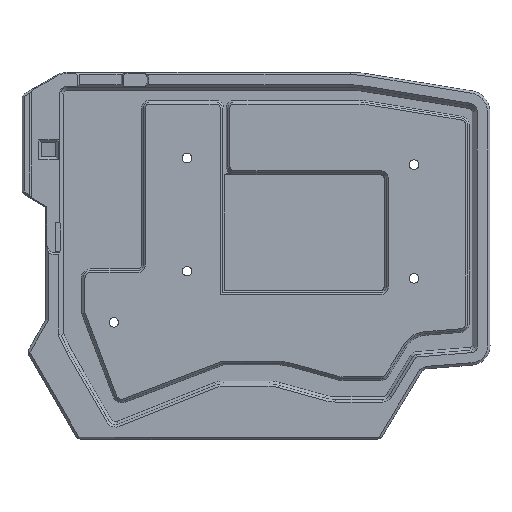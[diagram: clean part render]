
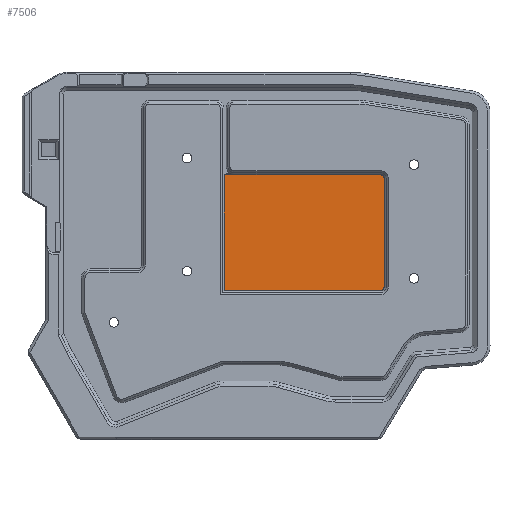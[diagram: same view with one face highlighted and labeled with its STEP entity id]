
A CAD part, top view. The second image highlights one B-rep face of the part: STEP entity #7506.
In plain terms, the highlighted planar face has unit normal (0, 0, 1).
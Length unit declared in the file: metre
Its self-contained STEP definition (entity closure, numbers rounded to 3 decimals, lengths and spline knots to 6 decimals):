
#315=CIRCLE('',#8130,0.0008);
#316=CIRCLE('',#8131,0.0008);
#317=CIRCLE('',#8132,0.0012);
#318=CIRCLE('',#8133,0.0012);
#319=CIRCLE('',#8134,0.0028);
#1641=ORIENTED_EDGE('',*,*,#3217,.T.);
#1642=ORIENTED_EDGE('',*,*,#3218,.T.);
#1643=ORIENTED_EDGE('',*,*,#3219,.T.);
#1644=ORIENTED_EDGE('',*,*,#3220,.T.);
#1645=ORIENTED_EDGE('',*,*,#3221,.T.);
#1646=ORIENTED_EDGE('',*,*,#3222,.T.);
#1647=ORIENTED_EDGE('',*,*,#3223,.T.);
#1648=ORIENTED_EDGE('',*,*,#3224,.T.);
#1649=ORIENTED_EDGE('',*,*,#3225,.T.);
#1650=ORIENTED_EDGE('',*,*,#3226,.T.);
#3217=EDGE_CURVE('',#4020,#4021,#315,.T.);
#3218=EDGE_CURVE('',#4021,#4022,#4754,.T.);
#3219=EDGE_CURVE('',#4022,#4023,#316,.T.);
#3220=EDGE_CURVE('',#4023,#4024,#4755,.T.);
#3221=EDGE_CURVE('',#4024,#4025,#317,.T.);
#3222=EDGE_CURVE('',#4025,#4026,#4756,.T.);
#3223=EDGE_CURVE('',#4026,#4027,#318,.T.);
#3224=EDGE_CURVE('',#4027,#4028,#4757,.T.);
#3225=EDGE_CURVE('',#4028,#4029,#319,.F.);
#3226=EDGE_CURVE('',#4029,#4020,#4758,.T.);
#4020=VERTEX_POINT('',#12015);
#4021=VERTEX_POINT('',#12016);
#4022=VERTEX_POINT('',#12018);
#4023=VERTEX_POINT('',#12020);
#4024=VERTEX_POINT('',#12022);
#4025=VERTEX_POINT('',#12024);
#4026=VERTEX_POINT('',#12026);
#4027=VERTEX_POINT('',#12028);
#4028=VERTEX_POINT('',#12030);
#4029=VERTEX_POINT('',#12032);
#4754=LINE('',#12017,#5628);
#4755=LINE('',#12021,#5629);
#4756=LINE('',#12025,#5630);
#4757=LINE('',#12029,#5631);
#4758=LINE('',#12033,#5632);
#5628=VECTOR('',#9763,1.);
#5629=VECTOR('',#9766,1.);
#5630=VECTOR('',#9769,1.);
#5631=VECTOR('',#9772,1.);
#5632=VECTOR('',#9775,1.);
#6219=EDGE_LOOP('',(#1641,#1642,#1643,#1644,#1645,#1646,#1647,#1648,#1649,
#1650));
#6713=FACE_BOUND('',#6219,.T.);
#7069=PLANE('',#8129);
#7506=ADVANCED_FACE('',(#6713),#7069,.T.);
#8129=AXIS2_PLACEMENT_3D('',#12013,#9759,#9760);
#8130=AXIS2_PLACEMENT_3D('',#12014,#9761,#9762);
#8131=AXIS2_PLACEMENT_3D('',#12019,#9764,#9765);
#8132=AXIS2_PLACEMENT_3D('',#12023,#9767,#9768);
#8133=AXIS2_PLACEMENT_3D('',#12027,#9770,#9771);
#8134=AXIS2_PLACEMENT_3D('',#12031,#9773,#9774);
#9759=DIRECTION('',(0.,0.,1.));
#9760=DIRECTION('',(1.,0.,0.));
#9761=DIRECTION('',(0.,0.,1.));
#9762=DIRECTION('',(1.,0.,0.));
#9763=DIRECTION('',(0.,-1.,0.));
#9764=DIRECTION('',(0.,0.,1.));
#9765=DIRECTION('',(1.,0.,0.));
#9766=DIRECTION('',(1.,0.,0.));
#9767=DIRECTION('',(0.,0.,1.));
#9768=DIRECTION('',(1.,0.,0.));
#9769=DIRECTION('',(0.,1.,0.));
#9770=DIRECTION('',(0.,0.,1.));
#9771=DIRECTION('',(1.,0.,0.));
#9772=DIRECTION('',(-1.,0.,0.));
#9773=DIRECTION('',(0.,0.,1.));
#9774=DIRECTION('',(1.,0.,0.));
#9775=DIRECTION('',(-1.,0.,0.));
#12013=CARTESIAN_POINT('',(0.,-0.001038,0.0015));
#12014=CARTESIAN_POINT('',(-0.013916,0.025538,0.0015));
#12015=CARTESIAN_POINT('',(-0.013916,0.026338,0.0015));
#12016=CARTESIAN_POINT('',(-0.014616,0.025925,0.0015));
#12017=CARTESIAN_POINT('',(-0.014616,-0.001038,0.0015));
#12018=CARTESIAN_POINT('',(-0.014616,-0.012287,0.0015));
#12019=CARTESIAN_POINT('',(-0.013916,-0.0119,0.0015));
#12020=CARTESIAN_POINT('',(-0.014304,-0.0126,0.0015));
#12021=CARTESIAN_POINT('',(0.,-0.0126,0.0015));
#12022=CARTESIAN_POINT('',(0.037795,-0.0126,0.0015));
#12023=CARTESIAN_POINT('',(0.037795,-0.0114,0.0015));
#12024=CARTESIAN_POINT('',(0.038995,-0.0114,0.0015));
#12025=CARTESIAN_POINT('',(0.038995,-0.001038,0.0015));
#12026=CARTESIAN_POINT('',(0.038995,0.025038,0.0015));
#12027=CARTESIAN_POINT('',(0.037795,0.025038,0.0015));
#12028=CARTESIAN_POINT('',(0.037795,0.026238,0.0015));
#12029=CARTESIAN_POINT('',(0.,0.026238,0.0015));
#12030=CARTESIAN_POINT('',(-0.011416,0.026238,0.0015));
#12031=CARTESIAN_POINT('',(-0.011416,0.029038,0.0015));
#12032=CARTESIAN_POINT('',(-0.012158,0.026338,0.0015));
#12033=CARTESIAN_POINT('',(-0.013916,0.026338,0.0015));
